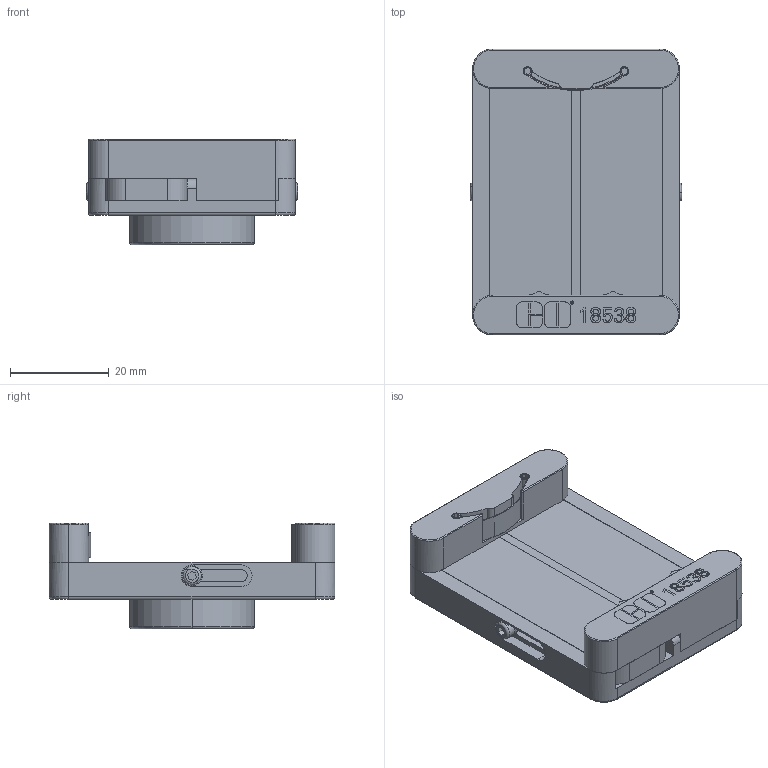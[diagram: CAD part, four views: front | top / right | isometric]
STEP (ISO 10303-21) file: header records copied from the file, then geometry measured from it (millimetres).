
FILE_DESCRIPTION (( 'STEP AP203' ), '1' );
FILE_NAME ('Web Model 18538_18538.step', '2021-11-01T18:48:14', ( '' ), ( '' ), 'SwSTEP 2.0', 'SolidWorks 2018', '' );
FILE_SCHEMA (( 'CONFIG_CONTROL_DESIGN' ));
Length unit declared in the file: millimetre
Products named in the file (1): Web Model 18538_18538
Bounding box: 42.88 x 58 x 21.5 mm (x, y, z)
Volume: 25933.7 mm3; surface area: 15806 mm2
Topology: 11 solids, 11 shells, 267 faces, 742 edges, 518 vertices
Faces by surface type: plane 127, cylinder 90, torus 26, cone 24
Entity records: 9642 total; most frequent: CARTESIAN_POINT 2662, ORIENTED_EDGE 1468, DIRECTION 1396, EDGE_CURVE 734, VERTEX_POINT 518, AXIS2_PLACEMENT_3D 505, VECTOR 386, LINE 386
